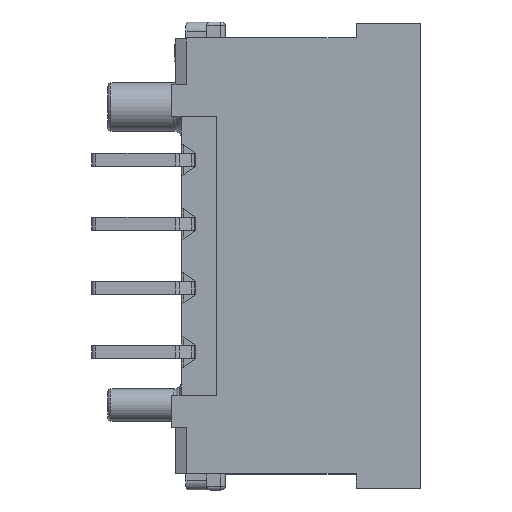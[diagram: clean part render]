
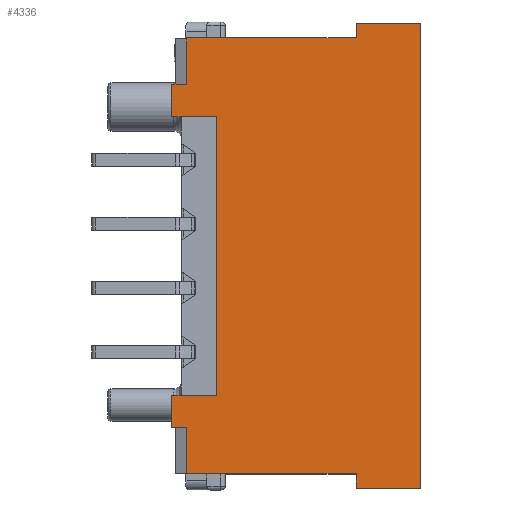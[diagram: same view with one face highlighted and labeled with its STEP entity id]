
A CAD part, top view. The second image highlights one B-rep face of the part: STEP entity #4336.
In plain terms, the highlighted planar face has unit normal (0, 0, 1).
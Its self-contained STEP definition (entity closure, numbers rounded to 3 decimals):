
#2027=CARTESIAN_POINT('',(7.75,-10.25,2.125));
#2028=VERTEX_POINT('',#2027);
#2054=CARTESIAN_POINT('',(7.75,4.25,2.125));
#2055=VERTEX_POINT('',#2054);
#2062=CARTESIAN_POINT('',(7.75,4.25,2.125));
#2063=DIRECTION('',(0.,-1.,0.));
#2064=VECTOR('',#2063,14.5);
#2065=LINE('',#2062,#2064);
#2066=EDGE_CURVE('',#2055,#2028,#2065,.T.);
#2129=CARTESIAN_POINT('',(5.75,-10.25,2.125));
#2130=VERTEX_POINT('',#2129);
#2131=CARTESIAN_POINT('',(7.75,-10.25,2.125));
#2132=DIRECTION('',(-1.,0.,0.));
#2133=VECTOR('',#2132,2.);
#2134=LINE('',#2131,#2133);
#2135=EDGE_CURVE('',#2028,#2130,#2134,.T.);
#2214=CARTESIAN_POINT('',(5.75,4.25,2.125));
#2215=VERTEX_POINT('',#2214);
#2222=CARTESIAN_POINT('',(5.75,4.25,2.125));
#2223=DIRECTION('',(1.,0.,0.));
#2224=VECTOR('',#2223,2.);
#2225=LINE('',#2222,#2224);
#2226=EDGE_CURVE('',#2215,#2055,#2225,.T.);
#2402=CARTESIAN_POINT('',(5.75,3.8,2.125));
#2403=VERTEX_POINT('',#2402);
#2410=CARTESIAN_POINT('',(5.75,3.8,2.125));
#2411=DIRECTION('',(0.,1.,0.));
#2412=VECTOR('',#2411,0.45);
#2413=LINE('',#2410,#2412);
#2414=EDGE_CURVE('',#2403,#2215,#2413,.T.);
#2450=CARTESIAN_POINT('',(5.75,-9.8,2.125));
#2451=VERTEX_POINT('',#2450);
#2460=CARTESIAN_POINT('',(5.75,-10.25,2.125));
#2461=DIRECTION('',(0.,1.,0.));
#2462=VECTOR('',#2461,0.45);
#2463=LINE('',#2460,#2462);
#2464=EDGE_CURVE('',#2130,#2451,#2463,.T.);
#2498=CARTESIAN_POINT('',(0.,-7.35,2.125));
#2499=VERTEX_POINT('',#2498);
#2500=CARTESIAN_POINT('',(1.4,-7.35,2.125));
#2501=VERTEX_POINT('',#2500);
#2502=CARTESIAN_POINT('',(0.,-7.35,2.125));
#2503=DIRECTION('',(1.,0.,0.));
#2504=VECTOR('',#2503,1.4);
#2505=LINE('',#2502,#2504);
#2506=EDGE_CURVE('',#2499,#2501,#2505,.T.);
#2564=CARTESIAN_POINT('',(1.4,1.35,2.125));
#2565=VERTEX_POINT('',#2564);
#2572=CARTESIAN_POINT('',(0.,1.35,2.125));
#2573=VERTEX_POINT('',#2572);
#2574=CARTESIAN_POINT('',(1.4,1.35,2.125));
#2575=DIRECTION('',(-1.,0.,0.));
#2576=VECTOR('',#2575,1.4);
#2577=LINE('',#2574,#2576);
#2578=EDGE_CURVE('',#2565,#2573,#2577,.T.);
#3351=CARTESIAN_POINT('',(1.4,-7.35,2.125));
#3352=DIRECTION('',(0.,1.,0.));
#3353=VECTOR('',#3352,8.7);
#3354=LINE('',#3351,#3353);
#3355=EDGE_CURVE('',#2501,#2565,#3354,.T.);
#4261=CARTESIAN_POINT('',(3.875,-3.,2.125));
#4262=DIRECTION('',(0.,-1.,0.));
#4263=DIRECTION('',(-0.,0.,1.));
#4264=AXIS2_PLACEMENT_3D('',#4261,#4263,#4262);
#4265=PLANE('',#4264);
#4266=ORIENTED_EDGE('',*,*,#2578,.F.);
#4267=ORIENTED_EDGE('',*,*,#3355,.F.);
#4268=ORIENTED_EDGE('',*,*,#2506,.F.);
#4269=CARTESIAN_POINT('',(0.,-8.35,2.125));
#4270=VERTEX_POINT('',#4269);
#4271=CARTESIAN_POINT('',(0.,-7.35,2.125));
#4272=DIRECTION('',(0.,-1.,0.));
#4273=VECTOR('',#4272,1.);
#4274=LINE('',#4271,#4273);
#4275=EDGE_CURVE('',#2499,#4270,#4274,.T.);
#4276=ORIENTED_EDGE('',*,*,#4275,.T.);
#4277=CARTESIAN_POINT('',(0.45,-8.35,2.125));
#4278=VERTEX_POINT('',#4277);
#4279=CARTESIAN_POINT('',(0.,-8.35,2.125));
#4280=DIRECTION('',(1.,0.,0.));
#4281=VECTOR('',#4280,0.45);
#4282=LINE('',#4279,#4281);
#4283=EDGE_CURVE('',#4270,#4278,#4282,.T.);
#4284=ORIENTED_EDGE('',*,*,#4283,.T.);
#4285=CARTESIAN_POINT('',(0.45,-9.8,2.125));
#4286=VERTEX_POINT('',#4285);
#4287=CARTESIAN_POINT('',(0.45,-8.35,2.125));
#4288=DIRECTION('',(0.,-1.,0.));
#4289=VECTOR('',#4288,1.45);
#4290=LINE('',#4287,#4289);
#4291=EDGE_CURVE('',#4278,#4286,#4290,.T.);
#4292=ORIENTED_EDGE('',*,*,#4291,.T.);
#4293=CARTESIAN_POINT('',(0.45,-9.8,2.125));
#4294=DIRECTION('',(1.,0.,0.));
#4295=VECTOR('',#4294,5.3);
#4296=LINE('',#4293,#4295);
#4297=EDGE_CURVE('',#4286,#2451,#4296,.T.);
#4298=ORIENTED_EDGE('',*,*,#4297,.T.);
#4299=ORIENTED_EDGE('',*,*,#2464,.F.);
#4300=ORIENTED_EDGE('',*,*,#2135,.F.);
#4301=ORIENTED_EDGE('',*,*,#2066,.F.);
#4302=ORIENTED_EDGE('',*,*,#2226,.F.);
#4303=ORIENTED_EDGE('',*,*,#2414,.F.);
#4304=CARTESIAN_POINT('',(0.45,3.8,2.125));
#4305=VERTEX_POINT('',#4304);
#4306=CARTESIAN_POINT('',(5.75,3.8,2.125));
#4307=DIRECTION('',(-1.,0.,0.));
#4308=VECTOR('',#4307,5.3);
#4309=LINE('',#4306,#4308);
#4310=EDGE_CURVE('',#2403,#4305,#4309,.T.);
#4311=ORIENTED_EDGE('',*,*,#4310,.T.);
#4312=CARTESIAN_POINT('',(0.45,2.35,2.125));
#4313=VERTEX_POINT('',#4312);
#4314=CARTESIAN_POINT('',(0.45,3.8,2.125));
#4315=DIRECTION('',(0.,-1.,0.));
#4316=VECTOR('',#4315,1.45);
#4317=LINE('',#4314,#4316);
#4318=EDGE_CURVE('',#4305,#4313,#4317,.T.);
#4319=ORIENTED_EDGE('',*,*,#4318,.T.);
#4320=CARTESIAN_POINT('',(0.,2.35,2.125));
#4321=VERTEX_POINT('',#4320);
#4322=CARTESIAN_POINT('',(0.45,2.35,2.125));
#4323=DIRECTION('',(-1.,0.,0.));
#4324=VECTOR('',#4323,0.45);
#4325=LINE('',#4322,#4324);
#4326=EDGE_CURVE('',#4313,#4321,#4325,.T.);
#4327=ORIENTED_EDGE('',*,*,#4326,.T.);
#4328=CARTESIAN_POINT('',(0.,2.35,2.125));
#4329=DIRECTION('',(0.,-1.,0.));
#4330=VECTOR('',#4329,1.);
#4331=LINE('',#4328,#4330);
#4332=EDGE_CURVE('',#4321,#2573,#4331,.T.);
#4333=ORIENTED_EDGE('',*,*,#4332,.T.);
#4334=EDGE_LOOP('',(#4266,#4267,#4268,#4276,#4284,#4292,#4298,#4299,#4300,#4301,#4302,#4303,#4311,#4319,#4327,#4333));
#4335=FACE_OUTER_BOUND('',#4334,.T.);
#4336=ADVANCED_FACE('',(#4335),#4265,.T.);
